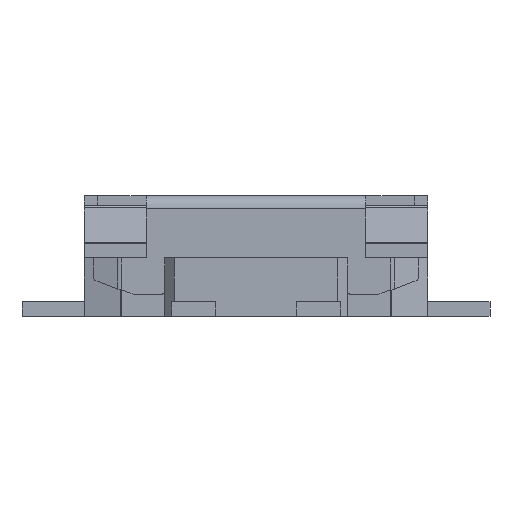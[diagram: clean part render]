
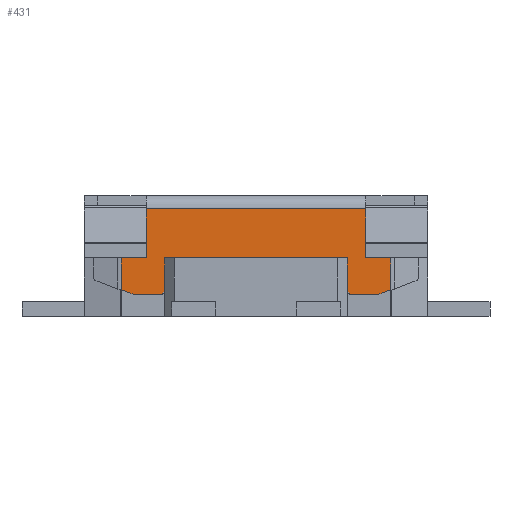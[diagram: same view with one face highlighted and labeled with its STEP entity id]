
A CAD part, left-side view. The second image highlights one B-rep face of the part: STEP entity #431.
In plain terms, the highlighted planar face has unit normal (-1, 0, 0).
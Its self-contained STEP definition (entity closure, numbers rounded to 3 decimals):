
#431 = ADVANCED_FACE( '', ( #844 ), #845, .F. );
#844 = FACE_OUTER_BOUND( '', #1353, .T. );
#845 = PLANE( '', #1354 );
#1353 = EDGE_LOOP( '', ( #2612, #2613, #2614, #2615, #2616, #2617, #2618, #2619, #2620, #2621, #2622, #2623, #2624, #2625, #2626, #2627, #2628, #2629 ) );
#1354 = AXIS2_PLACEMENT_3D( '', #2630, #2631, #2632 );
#2612 = ORIENTED_EDGE( '', *, *, #3579, .T. );
#2613 = ORIENTED_EDGE( '', *, *, #3277, .T. );
#2614 = ORIENTED_EDGE( '', *, *, #3634, .F. );
#2615 = ORIENTED_EDGE( '', *, *, #3205, .T. );
#2616 = ORIENTED_EDGE( '', *, *, #3509, .F. );
#2617 = ORIENTED_EDGE( '', *, *, #3615, .F. );
#2618 = ORIENTED_EDGE( '', *, *, #3587, .F. );
#2619 = ORIENTED_EDGE( '', *, *, #3635, .T. );
#2620 = ORIENTED_EDGE( '', *, *, #3636, .F. );
#2621 = ORIENTED_EDGE( '', *, *, #3637, .F. );
#2622 = ORIENTED_EDGE( '', *, *, #3526, .F. );
#2623 = ORIENTED_EDGE( '', *, *, #3518, .T. );
#2624 = ORIENTED_EDGE( '', *, *, #3573, .T. );
#2625 = ORIENTED_EDGE( '', *, *, #3598, .T. );
#2626 = ORIENTED_EDGE( '', *, *, #3219, .T. );
#2627 = ORIENTED_EDGE( '', *, *, #3605, .T. );
#2628 = ORIENTED_EDGE( '', *, *, #3628, .T. );
#2629 = ORIENTED_EDGE( '', *, *, #3638, .T. );
#2630 = CARTESIAN_POINT( '', ( -1.75, 2.35, 0.3 ) );
#2631 = DIRECTION( '', ( 1., 0., 0. ) );
#2632 = DIRECTION( '', ( 0., 0., -1. ) );
#3205 = EDGE_CURVE( '', #4094, #4091, #4095, .T. );
#3219 = EDGE_CURVE( '', #4118, #4119, #4120, .T. );
#3277 = EDGE_CURVE( '', #4221, #4222, #4223, .F. );
#3509 = EDGE_CURVE( '', #4573, #4091, #4574, .F. );
#3518 = EDGE_CURVE( '', #4584, #4585, #4586, .F. );
#3526 = EDGE_CURVE( '', #4584, #4525, #4596, .T. );
#3573 = EDGE_CURVE( '', #4585, #4654, #4655, .F. );
#3579 = EDGE_CURVE( '', #4661, #4221, #4662, .F. );
#3587 = EDGE_CURVE( '', #4670, #4672, #4673, .F. );
#3598 = EDGE_CURVE( '', #4654, #4118, #4686, .F. );
#3605 = EDGE_CURVE( '', #4119, #4692, #4694, .T. );
#3615 = EDGE_CURVE( '', #4672, #4573, #4705, .T. );
#3628 = EDGE_CURVE( '', #4692, #4718, #4720, .T. );
#3634 = EDGE_CURVE( '', #4094, #4222, #4726, .T. );
#3635 = EDGE_CURVE( '', #4670, #4727, #4728, .T. );
#3636 = EDGE_CURVE( '', #4729, #4727, #4730, .F. );
#3637 = EDGE_CURVE( '', #4525, #4729, #4731, .T. );
#3638 = EDGE_CURVE( '', #4718, #4661, #4732, .F. );
#4091 = VERTEX_POINT( '', #6276 );
#4094 = VERTEX_POINT( '', #6279 );
#4095 = LINE( '', #6280, #6281 );
#4118 = VERTEX_POINT( '', #6315 );
#4119 = VERTEX_POINT( '', #6316 );
#4120 = LINE( '', #6317, #6318 );
#4221 = VERTEX_POINT( '', #6458 );
#4222 = VERTEX_POINT( '', #6459 );
#4223 = CIRCLE( '', #6460, 0.05 );
#4525 = VERTEX_POINT( '', #6908 );
#4573 = VERTEX_POINT( '', #6980 );
#4574 = LINE( '', #6981, #6982 );
#4584 = VERTEX_POINT( '', #6998 );
#4585 = VERTEX_POINT( '', #6999 );
#4586 = CIRCLE( '', #7000, 0.05 );
#4596 = LINE( '', #7014, #7015 );
#4654 = VERTEX_POINT( '', #7095 );
#4655 = LINE( '', #7096, #7097 );
#4661 = VERTEX_POINT( '', #7105 );
#4662 = LINE( '', #7106, #7107 );
#4670 = VERTEX_POINT( '', #7118 );
#4672 = VERTEX_POINT( '', #7120 );
#4673 = LINE( '', #7121, #7122 );
#4686 = CIRCLE( '', #7139, 0.05 );
#4692 = VERTEX_POINT( '', #7147 );
#4694 = LINE( '', #7150, #7151 );
#4705 = LINE( '', #7164, #7165 );
#4718 = VERTEX_POINT( '', #7181 );
#4720 = LINE( '', #7184, #7185 );
#4726 = LINE( '', #7193, #7194 );
#4727 = VERTEX_POINT( '', #7195 );
#4728 = LINE( '', #7196, #7197 );
#4729 = VERTEX_POINT( '', #7198 );
#4730 = LINE( '', #7199, #7200 );
#4731 = LINE( '', #7201, #7202 );
#4732 = CIRCLE( '', #7203, 0.05 );
#6276 = CARTESIAN_POINT( '', ( -1.75, -1.843, 0.8 ) );
#6279 = CARTESIAN_POINT( '', ( -1.75, -1.843, 0.364 ) );
#6280 = CARTESIAN_POINT( '', ( -1.75, -1.843, 0.3 ) );
#6281 = VECTOR( '', #7728, 1000. );
#6315 = CARTESIAN_POINT( '', ( -1.75, 1.25, 0.35 ) );
#6316 = CARTESIAN_POINT( '', ( -1.75, 1.25, 0.8 ) );
#6317 = CARTESIAN_POINT( '', ( -1.75, 1.25, 0.3 ) );
#6318 = VECTOR( '', #7743, 1000. );
#6458 = CARTESIAN_POINT( '', ( -1.75, -1.663, 0.3 ) );
#6459 = CARTESIAN_POINT( '', ( -1.75, -1.68, 0.303 ) );
#6460 = AXIS2_PLACEMENT_3D( '', #7804, #7805, #7806 );
#6908 = CARTESIAN_POINT( '', ( -1.75, 1.843, 0.364 ) );
#6980 = CARTESIAN_POINT( '', ( -1.75, -1.5, 0.8 ) );
#6981 = CARTESIAN_POINT( '', ( -1.75, -1.5, 0.8 ) );
#6982 = VECTOR( '', #8052, 1000. );
#6998 = CARTESIAN_POINT( '', ( -1.75, 1.68, 0.303 ) );
#6999 = CARTESIAN_POINT( '', ( -1.75, 1.663, 0.3 ) );
#7000 = AXIS2_PLACEMENT_3D( '', #8059, #8060, #8061 );
#7014 = CARTESIAN_POINT( '', ( -1.75, 2.268, 0.522 ) );
#7015 = VECTOR( '', #8069, 1000. );
#7095 = CARTESIAN_POINT( '', ( -1.75, 1.3, 0.3 ) );
#7096 = CARTESIAN_POINT( '', ( -1.75, 2.35, 0.3 ) );
#7097 = VECTOR( '', #8116, 1000. );
#7105 = CARTESIAN_POINT( '', ( -1.75, -1.3, 0.3 ) );
#7106 = CARTESIAN_POINT( '', ( -1.75, 2.35, 0.3 ) );
#7107 = VECTOR( '', #8119, 1000. );
#7118 = CARTESIAN_POINT( '', ( -1.75, 1.5, 1.47 ) );
#7120 = CARTESIAN_POINT( '', ( -1.75, -1.5, 1.47 ) );
#7121 = CARTESIAN_POINT( '', ( -1.75, 2.35, 1.47 ) );
#7122 = VECTOR( '', #8126, 1000. );
#7139 = AXIS2_PLACEMENT_3D( '', #8134, #8135, #8136 );
#7147 = CARTESIAN_POINT( '', ( -1.75, -1.25, 0.8 ) );
#7150 = CARTESIAN_POINT( '', ( -1.75, 2.35, 0.8 ) );
#7151 = VECTOR( '', #8140, 1000. );
#7164 = CARTESIAN_POINT( '', ( -1.75, -1.5, 6.088 ) );
#7165 = VECTOR( '', #8146, 1000. );
#7181 = CARTESIAN_POINT( '', ( -1.75, -1.25, 0.35 ) );
#7184 = CARTESIAN_POINT( '', ( -1.75, -1.25, 0.3 ) );
#7185 = VECTOR( '', #8160, 1000. );
#7193 = CARTESIAN_POINT( '', ( -1.75, 1.861, -1.014 ) );
#7194 = VECTOR( '', #8163, 1000. );
#7195 = CARTESIAN_POINT( '', ( -1.75, 1.5, 0.8 ) );
#7196 = CARTESIAN_POINT( '', ( -1.75, 1.5, 6.088 ) );
#7197 = VECTOR( '', #8164, 1000. );
#7198 = CARTESIAN_POINT( '', ( -1.75, 1.843, 0.8 ) );
#7199 = CARTESIAN_POINT( '', ( -1.75, 1.843, 0.8 ) );
#7200 = VECTOR( '', #8165, 1000. );
#7201 = CARTESIAN_POINT( '', ( -1.75, 1.843, 0.3 ) );
#7202 = VECTOR( '', #8166, 1000. );
#7203 = AXIS2_PLACEMENT_3D( '', #8167, #8168, #8169 );
#7728 = DIRECTION( '', ( 0., 0., 1. ) );
#7743 = DIRECTION( '', ( 0., 0., 1. ) );
#7804 = CARTESIAN_POINT( '', ( -1.75, -1.663, 0.35 ) );
#7805 = DIRECTION( '', ( 1., 0., 0. ) );
#7806 = DIRECTION( '', ( 0., 0., -1. ) );
#8052 = DIRECTION( '', ( 0., 1., 0. ) );
#8059 = CARTESIAN_POINT( '', ( -1.75, 1.663, 0.35 ) );
#8060 = DIRECTION( '', ( 1., 0., 0. ) );
#8061 = DIRECTION( '', ( 0., 0., -1. ) );
#8069 = DIRECTION( '', ( 0., 0.937, 0.349 ) );
#8116 = DIRECTION( '', ( 0., 1., 0. ) );
#8119 = DIRECTION( '', ( 0., 1., 0. ) );
#8126 = DIRECTION( '', ( 0., 1., 0. ) );
#8134 = CARTESIAN_POINT( '', ( -1.75, 1.3, 0.35 ) );
#8135 = DIRECTION( '', ( 1., 0., 0. ) );
#8136 = DIRECTION( '', ( 0., 0., -1. ) );
#8140 = DIRECTION( '', ( 0., -1., 0. ) );
#8146 = DIRECTION( '', ( 0., 0., -1. ) );
#8160 = DIRECTION( '', ( 0., 0., -1. ) );
#8163 = DIRECTION( '', ( 0., 0.937, -0.349 ) );
#8164 = DIRECTION( '', ( 0., 0., -1. ) );
#8165 = DIRECTION( '', ( 0., 1., 0. ) );
#8166 = DIRECTION( '', ( 0., 0., 1. ) );
#8167 = CARTESIAN_POINT( '', ( -1.75, -1.3, 0.35 ) );
#8168 = DIRECTION( '', ( 1., 0., 0. ) );
#8169 = DIRECTION( '', ( 0., 0., -1. ) );
